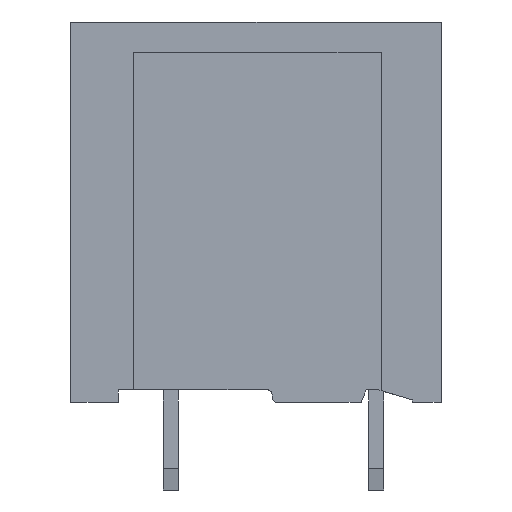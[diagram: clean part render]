
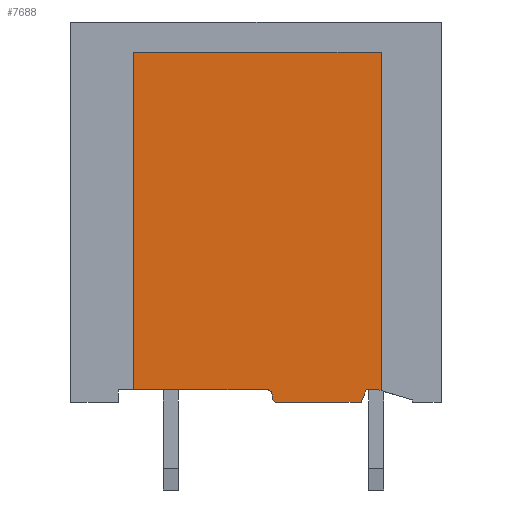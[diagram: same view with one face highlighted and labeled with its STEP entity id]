
A CAD part, left-side view. The second image highlights one B-rep face of the part: STEP entity #7688.
In plain terms, the highlighted planar face has unit normal (-1, 0, 0).
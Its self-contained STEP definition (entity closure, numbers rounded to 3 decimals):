
#7538=AXIS2_PLACEMENT_3D('Circle Axis2P3D',#7536,#7537,$) ;
#7579=AXIS2_PLACEMENT_3D('Circle Axis2P3D',#7577,#7578,$) ;
#7668=AXIS2_PLACEMENT_3D('Plane Axis2P3D',#7665,#7666,#7667) ;
#7433=CARTESIAN_POINT('Vertex',(1.1,2.5,4.)) ;
#7440=CARTESIAN_POINT('Vertex',(1.1,2.4,3.97)) ;
#7443=CARTESIAN_POINT('Line Origine',(1.1,2.45,3.985)) ;
#7466=CARTESIAN_POINT('Vertex',(1.1,3.,4.)) ;
#7469=CARTESIAN_POINT('Line Origine',(1.1,2.75,4.)) ;
#7490=CARTESIAN_POINT('Vertex',(1.1,3.2,3.5)) ;
#7493=CARTESIAN_POINT('Line Origine',(1.1,3.1,3.75)) ;
#7509=CARTESIAN_POINT('Vertex',(1.1,6.55,3.5)) ;
#7512=CARTESIAN_POINT('Line Origine',(1.1,4.875,3.5)) ;
#7533=CARTESIAN_POINT('Vertex',(1.1,6.75,3.7)) ;
#7536=CARTESIAN_POINT('Axis2P3D Location',(1.1,6.55,3.7)) ;
#7557=CARTESIAN_POINT('Vertex',(1.1,6.75,3.8)) ;
#7560=CARTESIAN_POINT('Line Origine',(1.1,6.75,3.75)) ;
#7577=CARTESIAN_POINT('Axis2P3D Location',(1.1,6.95,3.8)) ;
#7581=CARTESIAN_POINT('Vertex',(1.1,6.95,4.)) ;
#7596=CARTESIAN_POINT('Line Origine',(1.1,9.625,4.)) ;
#7600=CARTESIAN_POINT('Vertex',(1.1,12.3,4.)) ;
#7626=CARTESIAN_POINT('Vertex',(1.1,12.3,17.5)) ;
#7629=CARTESIAN_POINT('Line Origine',(1.1,7.35,17.5)) ;
#7633=CARTESIAN_POINT('Vertex',(1.1,2.4,17.5)) ;
#7653=CARTESIAN_POINT('Line Origine',(1.1,12.3,10.75)) ;
#7665=CARTESIAN_POINT('Axis2P3D Location',(1.1,2.4,0.)) ;
#7670=CARTESIAN_POINT('Line Origine',(1.1,2.4,10.735)) ;
#7444=DIRECTION('Vector Direction',(0.,-0.959,-0.284)) ;
#7470=DIRECTION('Vector Direction',(0.,1.,0.)) ;
#7494=DIRECTION('Vector Direction',(0.,-0.371,0.928)) ;
#7513=DIRECTION('Vector Direction',(0.,1.,0.)) ;
#7537=DIRECTION('Axis2P3D Direction',(-1.,0.,0.)) ;
#7561=DIRECTION('Vector Direction',(0.,0.,1.)) ;
#7578=DIRECTION('Axis2P3D Direction',(-1.,0.,0.)) ;
#7597=DIRECTION('Vector Direction',(0.,1.,0.)) ;
#7630=DIRECTION('Vector Direction',(0.,1.,0.)) ;
#7654=DIRECTION('Vector Direction',(0.,0.,1.)) ;
#7666=DIRECTION('Axis2P3D Direction',(1.,0.,0.)) ;
#7667=DIRECTION('Axis2P3D XDirection',(0.,1.,0.)) ;
#7671=DIRECTION('Vector Direction',(0.,0.,1.)) ;
#7445=VECTOR('Line Direction',#7444,1.) ;
#7471=VECTOR('Line Direction',#7470,1.) ;
#7495=VECTOR('Line Direction',#7494,1.) ;
#7514=VECTOR('Line Direction',#7513,1.) ;
#7562=VECTOR('Line Direction',#7561,1.) ;
#7598=VECTOR('Line Direction',#7597,1.) ;
#7631=VECTOR('Line Direction',#7630,1.) ;
#7655=VECTOR('Line Direction',#7654,1.) ;
#7672=VECTOR('Line Direction',#7671,1.) ;
#7676=ORIENTED_EDGE('',*,*,#7497,.T.) ;
#7677=ORIENTED_EDGE('',*,*,#7473,.F.) ;
#7678=ORIENTED_EDGE('',*,*,#7447,.T.) ;
#7679=ORIENTED_EDGE('',*,*,#7674,.T.) ;
#7680=ORIENTED_EDGE('',*,*,#7635,.F.) ;
#7681=ORIENTED_EDGE('',*,*,#7657,.F.) ;
#7682=ORIENTED_EDGE('',*,*,#7602,.F.) ;
#7683=ORIENTED_EDGE('',*,*,#7583,.T.) ;
#7684=ORIENTED_EDGE('',*,*,#7564,.F.) ;
#7685=ORIENTED_EDGE('',*,*,#7540,.F.) ;
#7686=ORIENTED_EDGE('',*,*,#7516,.T.) ;
#7688=ADVANCED_FACE('_LMFS 5.00/12/180  3.5SN OR BX 1330550000',(#7687),#7669,.F.) ;
#7539=CIRCLE('generated circle',#7538,0.2) ;
#7580=CIRCLE('generated circle',#7579,0.2) ;
#7447=EDGE_CURVE('',#7434,#7441,#7446,.T.) ;
#7473=EDGE_CURVE('',#7434,#7467,#7472,.T.) ;
#7497=EDGE_CURVE('',#7491,#7467,#7496,.T.) ;
#7516=EDGE_CURVE('',#7510,#7491,#7515,.F.) ;
#7540=EDGE_CURVE('',#7510,#7534,#7539,.F.) ;
#7564=EDGE_CURVE('',#7534,#7558,#7563,.T.) ;
#7583=EDGE_CURVE('',#7582,#7558,#7580,.F.) ;
#7602=EDGE_CURVE('',#7582,#7601,#7599,.T.) ;
#7635=EDGE_CURVE('',#7627,#7634,#7632,.F.) ;
#7657=EDGE_CURVE('',#7601,#7627,#7656,.T.) ;
#7674=EDGE_CURVE('',#7441,#7634,#7673,.T.) ;
#7675=EDGE_LOOP('',(#7676,#7677,#7678,#7679,#7680,#7681,#7682,#7683,#7684,#7685,#7686)) ;
#7687=FACE_OUTER_BOUND('',#7675,.T.) ;
#7446=LINE('Line',#7443,#7445) ;
#7472=LINE('Line',#7469,#7471) ;
#7496=LINE('Line',#7493,#7495) ;
#7515=LINE('Line',#7512,#7514) ;
#7563=LINE('Line',#7560,#7562) ;
#7599=LINE('Line',#7596,#7598) ;
#7632=LINE('Line',#7629,#7631) ;
#7656=LINE('Line',#7653,#7655) ;
#7673=LINE('Line',#7670,#7672) ;
#7669=PLANE('',#7668) ;
#7434=VERTEX_POINT('',#7433) ;
#7441=VERTEX_POINT('',#7440) ;
#7467=VERTEX_POINT('',#7466) ;
#7491=VERTEX_POINT('',#7490) ;
#7510=VERTEX_POINT('',#7509) ;
#7534=VERTEX_POINT('',#7533) ;
#7558=VERTEX_POINT('',#7557) ;
#7582=VERTEX_POINT('',#7581) ;
#7601=VERTEX_POINT('',#7600) ;
#7627=VERTEX_POINT('',#7626) ;
#7634=VERTEX_POINT('',#7633) ;
